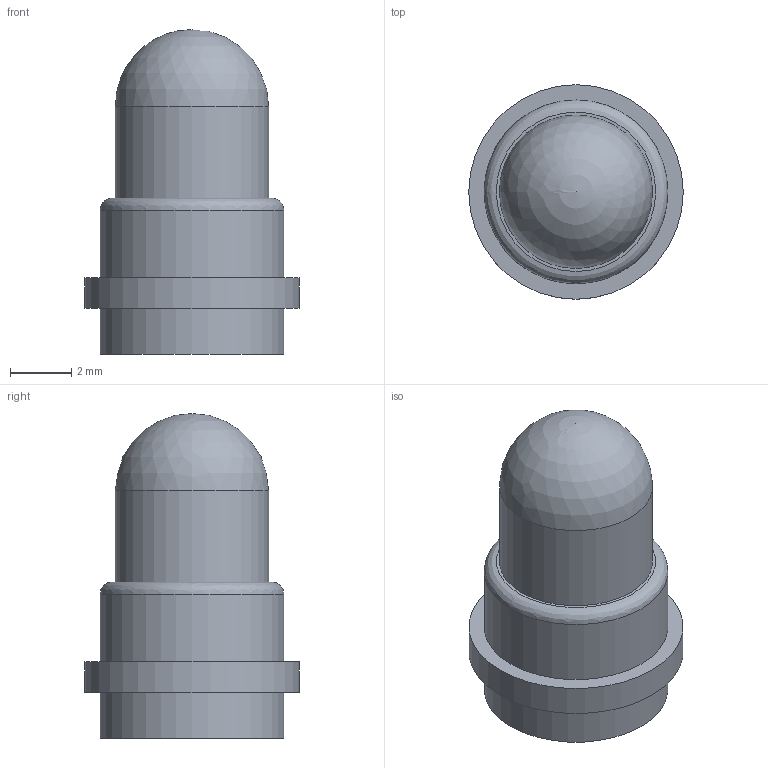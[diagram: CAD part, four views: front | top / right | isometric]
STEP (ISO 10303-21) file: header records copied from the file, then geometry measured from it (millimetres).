
FILE_DESCRIPTION(('FreeCAD Model'),'2;1');
FILE_NAME('Open CASCADE Shape Model','2021-07-04T13:46:59',('Author'),( ''),'Open CASCADE STEP processor 7.5','FreeCAD','Unknown');
FILE_SCHEMA(('AUTOMOTIVE_DESIGN { 1 0 10303 214 1 1 1 1 }'));
Length unit declared in the file: millimetre
Products named in the file (1): Body
Bounding box: 7 x 7 x 10.6 mm (x, y, z)
Volume: 245.4 mm3; surface area: 239.7 mm2
Topology: 1 solids, 1 shells, 10 faces, 16 edges, 10 vertices
Faces by surface type: cylinder 4, plane 4, sphere 1, revolution 1
Full cylindrical faces by diameter (mm): 5 x1, 6 x2, 7 x1
Entity records: 428 total; most frequent: CARTESIAN_POINT 90, DIRECTION 56, ORIENTED_EDGE 30, PCURVE 30, DEFINITIONAL_REPRESENTATION 30, B_SPLINE_CURVE_WITH_KNOTS 23, AXIS2_PLACEMENT_3D 22, CIRCLE 19
